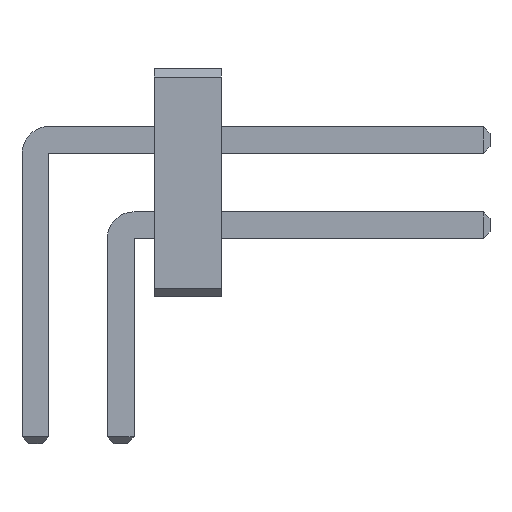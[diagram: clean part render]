
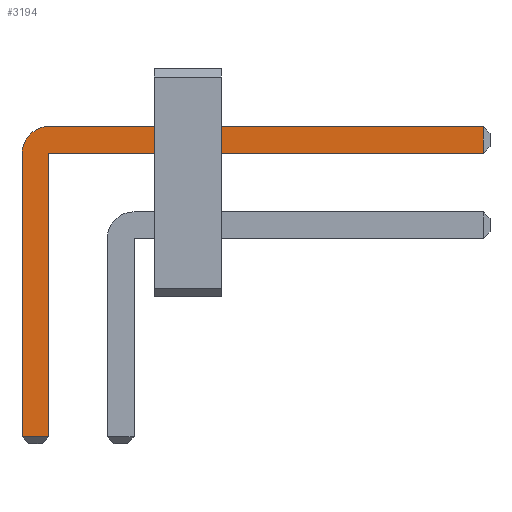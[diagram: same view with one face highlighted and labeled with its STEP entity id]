
A CAD part, front view. The second image highlights one B-rep face of the part: STEP entity #3194.
In plain terms, the highlighted planar face has unit normal (0, -1, 0).
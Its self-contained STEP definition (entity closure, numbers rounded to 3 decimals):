
#13=DIRECTION('',(0.,0.,1.));
#1411=VECTOR('',#13,1.);
#2996=VECTOR('',#2997,1.);
#2997=DIRECTION('',(1.,0.,0.));
#3003=VECTOR('',#3004,1.);
#3004=DIRECTION('',(0.,0.,-1.));
#3011=VECTOR('',#3012,1.);
#3012=DIRECTION('',(-1.,0.,0.));
#3033=DIRECTION('',(-0.,1.,0.));
#3037=DIRECTION('',(0.,1.,0.));
#3038=DIRECTION('',(0.,0.,1.));
#3045=VERTEX_POINT('',#3046);
#3046=CARTESIAN_POINT('',(0.2,-29.41,2.535));
#3048=ORIENTED_EDGE('',*,*,#3049,.T.);
#3049=EDGE_CURVE('',#3045,#3050,#3052,.T.);
#3050=VERTEX_POINT('',#3051);
#3051=CARTESIAN_POINT('',(6.67,-29.41,2.535));
#3052=LINE('',#3053,#2996);
#3053=CARTESIAN_POINT('',(-0.2,-29.41,2.535));
#3090=EDGE_CURVE('',#3091,#3045,#3093,.T.);
#3091=VERTEX_POINT('',#3092);
#3092=CARTESIAN_POINT('',(-0.2,-29.41,2.135));
#3093=CIRCLE('',#3094,0.4);
#3094=AXIS2_PLACEMENT_3D('',#3095,#3033,#3004);
#3095=CARTESIAN_POINT('',(0.2,-29.41,2.135));
#3107=VERTEX_POINT('',#3108);
#3108=CARTESIAN_POINT('',(6.67,-29.41,2.135));
#3110=ORIENTED_EDGE('',*,*,#3111,.T.);
#3111=EDGE_CURVE('',#3107,#3112,#3113,.T.);
#3112=VERTEX_POINT('',#3095);
#3113=LINE('',#3114,#3011);
#3114=CARTESIAN_POINT('',(6.77,-29.41,2.135));
#3126=VERTEX_POINT('',#3127);
#3127=CARTESIAN_POINT('',(-0.2,-29.41,-2.085));
#3129=ORIENTED_EDGE('',*,*,#3130,.T.);
#3130=EDGE_CURVE('',#3126,#3091,#3131,.T.);
#3131=LINE('',#3132,#1411);
#3132=CARTESIAN_POINT('',(-0.2,-29.41,-2.185));
#3140=ORIENTED_EDGE('',*,*,#3141,.T.);
#3141=EDGE_CURVE('',#3112,#3142,#3144,.T.);
#3142=VERTEX_POINT('',#3143);
#3143=CARTESIAN_POINT('',(0.2,-29.41,-2.085));
#3144=LINE('',#3095,#3003);
#3194=ADVANCED_FACE('',(#3195),#3204,.F.);
#3195=FACE_BOUND('',#3196,.F.);
#3196=EDGE_LOOP('',(#3048,#3197,#3110,#3140,#3200,#3129,#3203));
#3197=ORIENTED_EDGE('',*,*,#3198,.T.);
#3198=EDGE_CURVE('',#3050,#3107,#3199,.T.);
#3199=LINE('',#3051,#3003);
#3200=ORIENTED_EDGE('',*,*,#3201,.T.);
#3201=EDGE_CURVE('',#3142,#3126,#3202,.T.);
#3202=LINE('',#3143,#3011);
#3203=ORIENTED_EDGE('',*,*,#3090,.T.);
#3204=PLANE('',#3205);
#3205=AXIS2_PLACEMENT_3D('',#3206,#3037,#3038);
#3206=CARTESIAN_POINT('',(2.071,-29.41,1.389));
